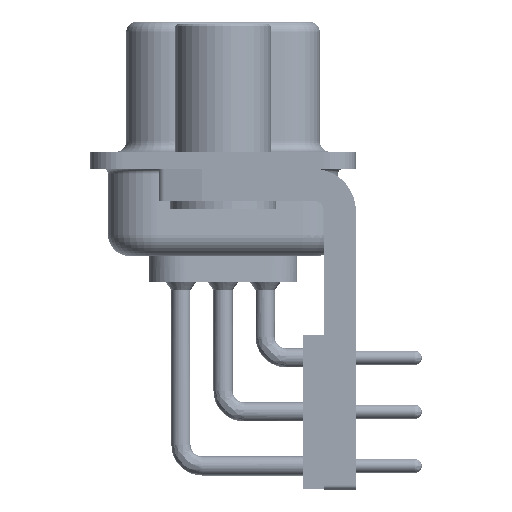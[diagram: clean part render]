
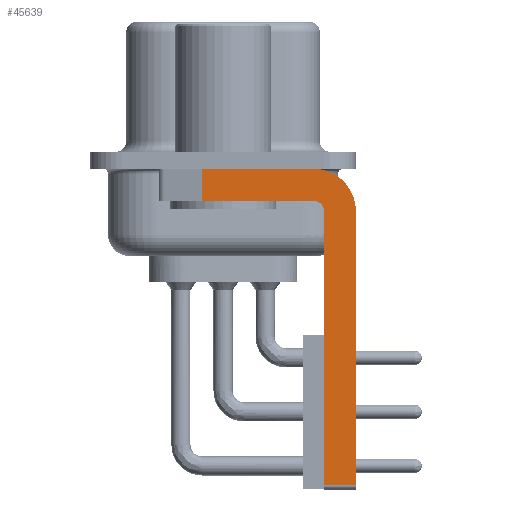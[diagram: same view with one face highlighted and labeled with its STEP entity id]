
A CAD part, left-side view. The second image highlights one B-rep face of the part: STEP entity #45639.
In plain terms, the highlighted planar face has unit normal (-1, 0, 0).
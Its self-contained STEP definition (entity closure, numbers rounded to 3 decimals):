
#1118 = CARTESIAN_POINT ( 'NONE',  ( -2.9, -4.25, -15.25 ) ) ;
#1160 = ORIENTED_EDGE ( 'NONE', *, *, #43964, .F. ) ;
#1526 = DIRECTION ( 'NONE',  ( 1., 0., 0. ) ) ;
#2412 = CARTESIAN_POINT ( 'NONE',  ( -2.9, -4.25, -1.9 ) ) ;
#2652 = DIRECTION ( 'NONE',  ( -1., 0., 0. ) ) ;
#4027 = CARTESIAN_POINT ( 'NONE',  ( -2.9, -6.25, -2.4 ) ) ;
#4146 = ORIENTED_EDGE ( 'NONE', *, *, #27312, .T. ) ;
#4860 = CARTESIAN_POINT ( 'NONE',  ( -2.9, -4.75, -15.25 ) ) ;
#5605 = CARTESIAN_POINT ( 'NONE',  ( -2.9, 0.978, -1.9 ) ) ;
#6807 = CIRCLE ( 'NONE', #13658, 0.5 ) ;
#7034 = AXIS2_PLACEMENT_3D ( 'NONE', #43671, #18268, #43834 ) ;
#7975 = FACE_OUTER_BOUND ( 'NONE', #12327, .T. ) ;
#8222 = DIRECTION ( 'NONE',  ( 0., -1., 0. ) ) ;
#9048 = VERTEX_POINT ( 'NONE', #45553 ) ;
#10580 = VECTOR ( 'NONE', #45405, 1000. ) ;
#11741 = DIRECTION ( 'NONE',  ( 0., 0., -1. ) ) ;
#12327 = EDGE_LOOP ( 'NONE', ( #12675, #4146, #44648, #18126, #1160, #46796, #37475, #15805 ) ) ;
#12675 = ORIENTED_EDGE ( 'NONE', *, *, #14433, .F. ) ;
#13658 = AXIS2_PLACEMENT_3D ( 'NONE', #24526, #2652, #28180 ) ;
#14433 = EDGE_CURVE ( 'NONE', #39002, #39380, #44629, .T. ) ;
#14533 = EDGE_CURVE ( 'NONE', #39380, #29377, #25193, .T. ) ;
#15244 = VERTEX_POINT ( 'NONE', #5605 ) ;
#15805 = ORIENTED_EDGE ( 'NONE', *, *, #14533, .F. ) ;
#16342 = CARTESIAN_POINT ( 'NONE',  ( -2.9, -4.75, -15.5 ) ) ;
#16641 = VECTOR ( 'NONE', #8222, 1000. ) ;
#17770 = LINE ( 'NONE', #24683, #26333 ) ;
#18126 = ORIENTED_EDGE ( 'NONE', *, *, #41788, .F. ) ;
#18268 = DIRECTION ( 'NONE',  ( 1., 0., 0. ) ) ;
#20064 = EDGE_CURVE ( 'NONE', #29377, #9048, #17770, .T. ) ;
#21041 = DIRECTION ( 'NONE',  ( 0., 0., -1. ) ) ;
#21709 = CARTESIAN_POINT ( 'NONE',  ( -2.9, -4.25, -0.4 ) ) ;
#22115 = EDGE_CURVE ( 'NONE', #28394, #15244, #34752, .T. ) ;
#23390 = CARTESIAN_POINT ( 'NONE',  ( -2.9, -4.25, -2.4 ) ) ;
#24526 = CARTESIAN_POINT ( 'NONE',  ( -2.9, -4.25, -2.4 ) ) ;
#24683 = CARTESIAN_POINT ( 'NONE',  ( -2.9, -6.25, -2.4 ) ) ;
#25017 = VECTOR ( 'NONE', #35326, 1000. ) ;
#25193 = CIRCLE ( 'NONE', #42070, 2. ) ;
#25288 = VECTOR ( 'NONE', #37695, 1000. ) ;
#26333 = VECTOR ( 'NONE', #21041, 1000. ) ;
#26442 = LINE ( 'NONE', #1118, #25288 ) ;
#26794 = CARTESIAN_POINT ( 'NONE',  ( -2.9, -4.25, -1.9 ) ) ;
#26901 = CARTESIAN_POINT ( 'NONE',  ( -2.9, 0.978, -0.4 ) ) ;
#27045 = DIRECTION ( 'NONE',  ( 0., 0., -1. ) ) ;
#27312 = EDGE_CURVE ( 'NONE', #39002, #15244, #28318, .T. ) ;
#28180 = DIRECTION ( 'NONE',  ( 0., 0., 1. ) ) ;
#28318 = LINE ( 'NONE', #40962, #38076 ) ;
#28394 = VERTEX_POINT ( 'NONE', #26794 ) ;
#29377 = VERTEX_POINT ( 'NONE', #4027 ) ;
#29783 = VERTEX_POINT ( 'NONE', #35806 ) ;
#32042 = EDGE_CURVE ( 'NONE', #32680, #9048, #26442, .T. ) ;
#32680 = VERTEX_POINT ( 'NONE', #4860 ) ;
#32835 = PLANE ( 'NONE',  #7034 ) ;
#33783 = CARTESIAN_POINT ( 'NONE',  ( -2.9, 3., -0.4 ) ) ;
#34752 = LINE ( 'NONE', #2412, #25017 ) ;
#35326 = DIRECTION ( 'NONE',  ( 0., 1., 0. ) ) ;
#35806 = CARTESIAN_POINT ( 'NONE',  ( -2.9, -4.75, -2.4 ) ) ;
#37475 = ORIENTED_EDGE ( 'NONE', *, *, #20064, .F. ) ;
#37695 = DIRECTION ( 'NONE',  ( 0., -1., 0. ) ) ;
#38076 = VECTOR ( 'NONE', #11741, 1000. ) ;
#39002 = VERTEX_POINT ( 'NONE', #26901 ) ;
#39380 = VERTEX_POINT ( 'NONE', #21709 ) ;
#40871 = LINE ( 'NONE', #16342, #10580 ) ;
#40962 = CARTESIAN_POINT ( 'NONE',  ( -2.9, 0.978, -1.9 ) ) ;
#41788 = EDGE_CURVE ( 'NONE', #29783, #28394, #6807, .T. ) ;
#42070 = AXIS2_PLACEMENT_3D ( 'NONE', #23390, #1526, #27045 ) ;
#43671 = CARTESIAN_POINT ( 'NONE',  ( -2.9, -4.25, -2.4 ) ) ;
#43834 = DIRECTION ( 'NONE',  ( 0., 0., -1. ) ) ;
#43964 = EDGE_CURVE ( 'NONE', #32680, #29783, #40871, .T. ) ;
#44629 = LINE ( 'NONE', #33783, #16641 ) ;
#44648 = ORIENTED_EDGE ( 'NONE', *, *, #22115, .F. ) ;
#45405 = DIRECTION ( 'NONE',  ( 0., 0., 1. ) ) ;
#45553 = CARTESIAN_POINT ( 'NONE',  ( -2.9, -6.25, -15.25 ) ) ;
#45639 = ADVANCED_FACE ( 'NONE', ( #7975 ), #32835, .F. ) ;
#46796 = ORIENTED_EDGE ( 'NONE', *, *, #32042, .T. ) ;
